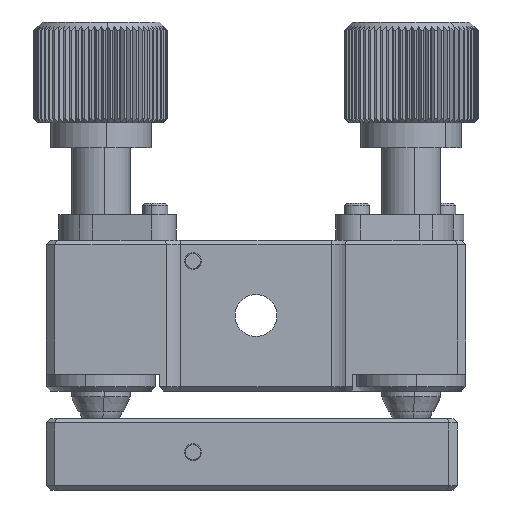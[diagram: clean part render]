
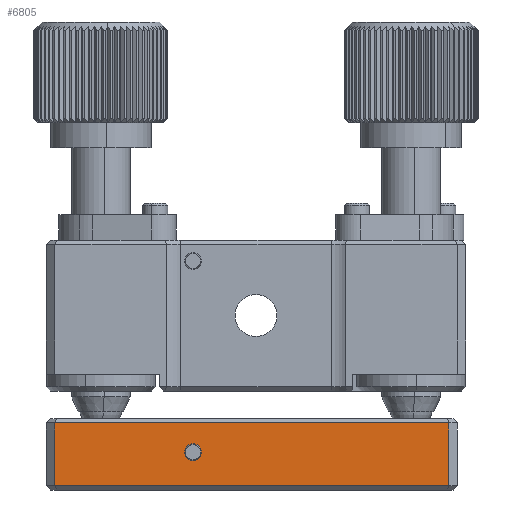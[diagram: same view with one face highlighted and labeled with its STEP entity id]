
A CAD part, left-side view. The second image highlights one B-rep face of the part: STEP entity #6805.
In plain terms, the highlighted planar face has unit normal (-1, 0, 0).
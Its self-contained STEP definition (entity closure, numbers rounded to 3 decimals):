
#728 = VECTOR ( 'NONE', #33950, 1000. ) ;
#1031 = AXIS2_PLACEMENT_3D ( 'NONE', #30672, #12278, #17834 ) ;
#1084 = CARTESIAN_POINT ( 'NONE',  ( -24., 21.883, 4.295 ) ) ;
#3637 = FACE_OUTER_BOUND ( 'NONE', #4979, .T. ) ;
#4064 = CARTESIAN_POINT ( 'NONE',  ( -24., -25.117, 3.795 ) ) ;
#4737 = CIRCLE ( 'NONE', #25739, 1. ) ;
#4979 = EDGE_LOOP ( 'NONE', ( #32693, #27683, #20974, #25009 ) ) ;
#5613 = DIRECTION ( 'NONE',  ( 1., 0., 0. ) ) ;
#6034 = EDGE_CURVE ( 'NONE', #28102, #28897, #32214, .T. ) ;
#6805 = ADVANCED_FACE ( 'NONE', ( #9806, #3637 ), #13785, .F. ) ;
#7033 = VERTEX_POINT ( 'NONE', #25991 ) ;
#7274 = CARTESIAN_POINT ( 'NONE',  ( -24., 21.883, -3.705 ) ) ;
#7666 = CIRCLE ( 'NONE', #1031, 1. ) ;
#7679 = ORIENTED_EDGE ( 'NONE', *, *, #20644, .F. ) ;
#8507 = VERTEX_POINT ( 'NONE', #33744 ) ;
#9806 = FACE_BOUND ( 'NONE', #9839, .T. ) ;
#9839 = EDGE_LOOP ( 'NONE', ( #7679, #11867 ) ) ;
#10904 = DIRECTION ( 'NONE',  ( 0., 0., -1. ) ) ;
#10962 = CARTESIAN_POINT ( 'NONE',  ( -24., 5.383, -0.705 ) ) ;
#11867 = ORIENTED_EDGE ( 'NONE', *, *, #23927, .F. ) ;
#12278 = DIRECTION ( 'NONE',  ( -1., 0., 0. ) ) ;
#12552 = VERTEX_POINT ( 'NONE', #10962 ) ;
#12830 = EDGE_CURVE ( 'NONE', #19163, #28102, #26782, .T. ) ;
#13759 = EDGE_CURVE ( 'NONE', #19163, #8507, #27153, .T. ) ;
#13785 = PLANE ( 'NONE',  #19844 ) ;
#14745 = DIRECTION ( 'NONE',  ( 0., 1., 0. ) ) ;
#14815 = VECTOR ( 'NONE', #24522, 1000. ) ;
#16461 = CARTESIAN_POINT ( 'NONE',  ( -24., -25.117, -3.705 ) ) ;
#17390 = DIRECTION ( 'NONE',  ( 0., 0., 1. ) ) ;
#17834 = DIRECTION ( 'NONE',  ( 0., 0., 1. ) ) ;
#18625 = EDGE_CURVE ( 'NONE', #28897, #8507, #19461, .T. ) ;
#19037 = VECTOR ( 'NONE', #29303, 1000. ) ;
#19163 = VERTEX_POINT ( 'NONE', #4064 ) ;
#19461 = LINE ( 'NONE', #16461, #19037 ) ;
#19844 = AXIS2_PLACEMENT_3D ( 'NONE', #26721, #5613, #10904 ) ;
#20154 = VECTOR ( 'NONE', #14745, 1000. ) ;
#20644 = EDGE_CURVE ( 'NONE', #7033, #12552, #4737, .T. ) ;
#20974 = ORIENTED_EDGE ( 'NONE', *, *, #13759, .F. ) ;
#22594 = DIRECTION ( 'NONE',  ( -1., 0., 0. ) ) ;
#23653 = CARTESIAN_POINT ( 'NONE',  ( -24., 21.883, 3.795 ) ) ;
#23927 = EDGE_CURVE ( 'NONE', #12552, #7033, #7666, .T. ) ;
#24522 = DIRECTION ( 'NONE',  ( 0., 0., -1. ) ) ;
#25009 = ORIENTED_EDGE ( 'NONE', *, *, #12830, .T. ) ;
#25739 = AXIS2_PLACEMENT_3D ( 'NONE', #30559, #22594, #17390 ) ;
#25991 = CARTESIAN_POINT ( 'NONE',  ( -24., 5.383, 1.295 ) ) ;
#26721 = CARTESIAN_POINT ( 'NONE',  ( -24., -25.117, 4.295 ) ) ;
#26782 = LINE ( 'NONE', #30811, #20154 ) ;
#27153 = LINE ( 'NONE', #33839, #728 ) ;
#27683 = ORIENTED_EDGE ( 'NONE', *, *, #18625, .T. ) ;
#28102 = VERTEX_POINT ( 'NONE', #23653 ) ;
#28897 = VERTEX_POINT ( 'NONE', #7274 ) ;
#29303 = DIRECTION ( 'NONE',  ( 0., -1., 0. ) ) ;
#30559 = CARTESIAN_POINT ( 'NONE',  ( -24., 5.383, 0.295 ) ) ;
#30672 = CARTESIAN_POINT ( 'NONE',  ( -24., 5.383, 0.295 ) ) ;
#30811 = CARTESIAN_POINT ( 'NONE',  ( -24., 21.883, 3.795 ) ) ;
#32214 = LINE ( 'NONE', #1084, #14815 ) ;
#32693 = ORIENTED_EDGE ( 'NONE', *, *, #6034, .T. ) ;
#33744 = CARTESIAN_POINT ( 'NONE',  ( -24., -25.117, -3.705 ) ) ;
#33839 = CARTESIAN_POINT ( 'NONE',  ( -24., -25.117, 4.295 ) ) ;
#33950 = DIRECTION ( 'NONE',  ( 0., 0., -1. ) ) ;
